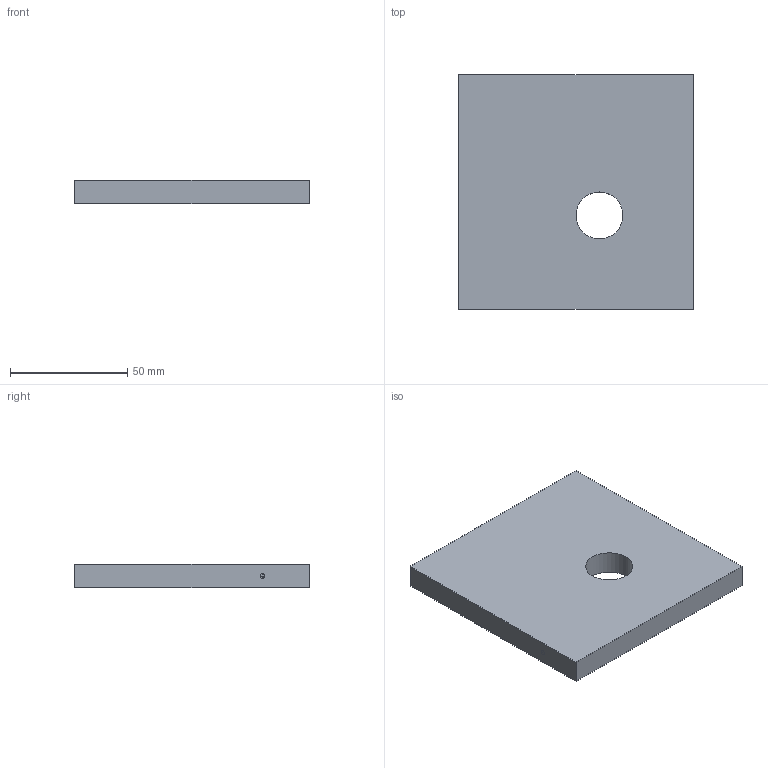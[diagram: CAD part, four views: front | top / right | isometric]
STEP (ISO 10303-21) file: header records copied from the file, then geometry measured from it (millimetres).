
FILE_DESCRIPTION(('FreeCAD Model'),'2;1');
FILE_NAME('plate_new_nf_v3.step','2020-02-13T13:49:24',('Author'),(''), 'Open CASCADE STEP processor 7.3','FreeCAD','Unknown');
FILE_SCHEMA(('AUTOMOTIVE_DESIGN { 1 0 10303 214 1 1 1 1 }'));
Length unit declared in the file: millimetre
Products named in the file (7): Body; SubtractivePipe; AdditivePipe; AdditivePipe001; AdditivePipe002; AdditivePipe003; Pad
Bounding box: 100 x 100 x 10 mm (x, y, z)
Surface area: 171277.5 mm2
Topology: 7 solids, 7 shells, 107 faces, 225 edges, 136 vertices
Faces by surface type: plane 84, cylinder 19, torus 4
Full cylindrical faces by diameter (mm): 2 x2, 20 x7
Entity records: 5952 total; most frequent: CARTESIAN_POINT 1074, DIRECTION 914, LINE 502, VECTOR 502, ORIENTED_EDGE 450, PCURVE 450, DEFINITIONAL_REPRESENTATION 450, EDGE_CURVE 225
